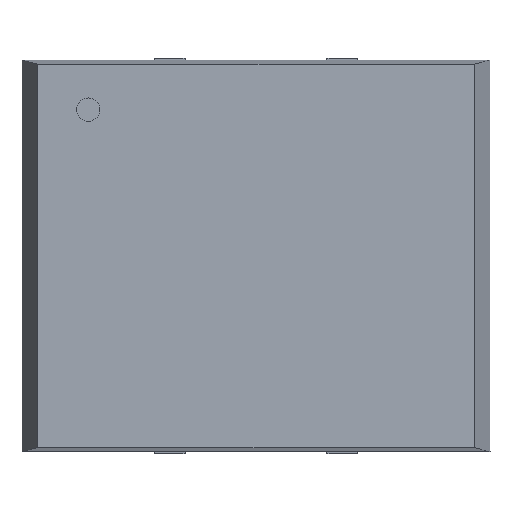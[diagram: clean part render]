
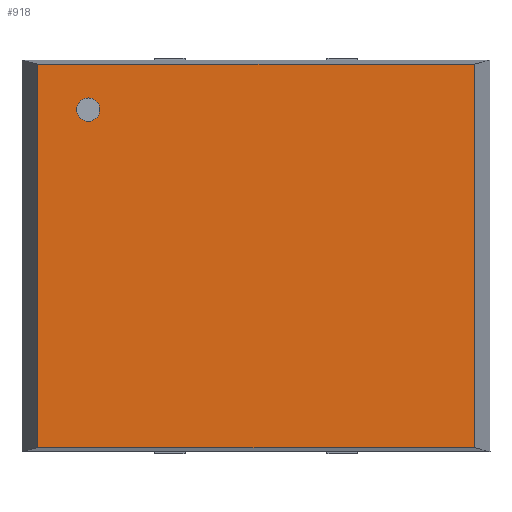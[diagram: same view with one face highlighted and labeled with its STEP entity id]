
A CAD part, top view. The second image highlights one B-rep face of the part: STEP entity #918.
In plain terms, the highlighted planar face has unit normal (0, 0, 1).
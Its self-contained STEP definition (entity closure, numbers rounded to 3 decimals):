
#61=FACE_OUTER_BOUND('',#108,.T.);
#108=EDGE_LOOP('',(#727,#728,#729,#730));
#199=LINE('',#1395,#320);
#200=LINE('',#1397,#321);
#201=LINE('',#1399,#322);
#202=LINE('',#1400,#323);
#320=VECTOR('',#1151,5.694);
#321=VECTOR('',#1152,4.998);
#322=VECTOR('',#1153,5.694);
#323=VECTOR('',#1154,4.998);
#422=VERTEX_POINT('',#1393);
#423=VERTEX_POINT('',#1394);
#424=VERTEX_POINT('',#1396);
#425=VERTEX_POINT('',#1398);
#525=EDGE_CURVE('',#422,#423,#199,.T.);
#526=EDGE_CURVE('',#424,#422,#200,.T.);
#527=EDGE_CURVE('',#425,#424,#201,.T.);
#528=EDGE_CURVE('',#423,#425,#202,.T.);
#727=ORIENTED_EDGE('',*,*,#525,.F.);
#728=ORIENTED_EDGE('',*,*,#526,.F.);
#729=ORIENTED_EDGE('',*,*,#527,.F.);
#730=ORIENTED_EDGE('',*,*,#528,.F.);
#815=PLANE('',#986);
#918=ADVANCED_FACE('',(#61),#815,.F.);
#986=AXIS2_PLACEMENT_3D('',#1392,#1149,#1150);
#1149=DIRECTION('center_axis',(0.,0.,-1.));
#1150=DIRECTION('ref_axis',(0.,1.,0.));
#1151=DIRECTION('',(-1.,0.,0.));
#1152=DIRECTION('',(0.,-1.,0.));
#1153=DIRECTION('',(1.,0.,0.));
#1154=DIRECTION('',(0.,1.,0.));
#1392=CARTESIAN_POINT('Origin',(-2.847,-2.499,1.702));
#1393=CARTESIAN_POINT('',(2.847,-2.499,1.702));
#1394=CARTESIAN_POINT('',(-2.847,-2.499,1.702));
#1395=CARTESIAN_POINT('',(2.847,-2.499,1.702));
#1396=CARTESIAN_POINT('',(2.847,2.499,1.702));
#1397=CARTESIAN_POINT('',(2.847,2.499,1.702));
#1398=CARTESIAN_POINT('',(-2.847,2.499,1.702));
#1399=CARTESIAN_POINT('',(-2.847,2.499,1.702));
#1400=CARTESIAN_POINT('',(-2.847,-2.499,1.702));
